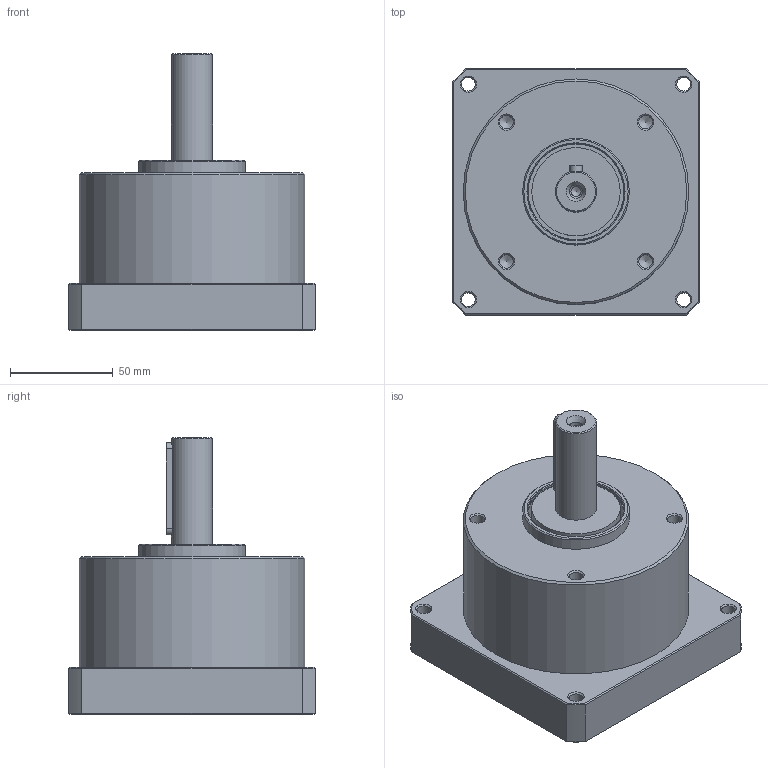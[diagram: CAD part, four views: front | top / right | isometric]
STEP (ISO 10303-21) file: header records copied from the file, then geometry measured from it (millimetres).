
FILE_DESCRIPTION(/* description */ ('STEP AP214'),/* implementation_level */ '2;1');
FILE_NAME(/* name */ '164238_FLSM-40-R',/* time_stamp */ '2024-08-28T14:19:13+02:00',/* author */ ('License CC BY-ND 4.0'),/* organization */ ('CADENAS'),/* preprocessor_version */ 'ST-DEVELOPER v19.3',/* originating_system */ 'PARTsolutions',/* authorisation */ ' ');
FILE_SCHEMA (('AUTOMOTIVE_DESIGN {1 0 10303 214 3 1 1}'));
Length unit declared in the file: millimetre
Products named in the file (3): 164238 FLSM-40-R; 164233 FLSM-40; 164233 FLSM-40w
Assembly tree (2 placements, depth 2):
  164238 FLSM-40-R
    164233 FLSM-40
    164233 FLSM-40w
Bounding box: 120 x 120 x 135 mm (x, y, z)
Volume: 810984.7 mm3; surface area: 96739.1 mm2
Topology: 2 solids, 2 shells, 100 faces, 207 edges, 123 vertices
Faces by surface type: plane 33, cone 33, cylinder 29, torus 5
Full cylindrical faces by diameter (mm): 4.917 x1, 6.4 x1, 6.647 x8, 20 x1, 43.1 x2, 47 x2, 48 x2, 48.2 x1, 52 x1, 60 x2, 110 x1
Entity records: 2468 total; most frequent: CARTESIAN_POINT 450, DIRECTION 424, ORIENTED_EDGE 304, AXIS2_PLACEMENT_3D 191, FACE_BOUND 177, EDGE_LOOP 172, EDGE_CURVE 152, VERTEX_POINT 123
